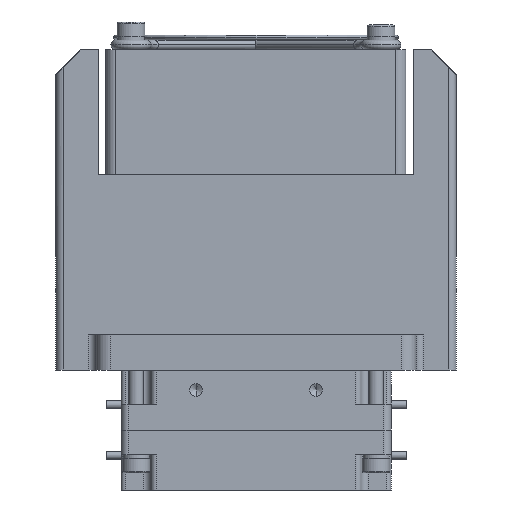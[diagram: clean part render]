
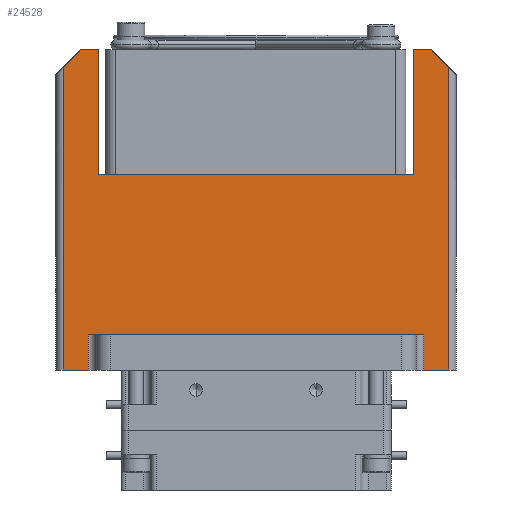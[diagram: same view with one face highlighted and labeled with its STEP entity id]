
A CAD part, front view. The second image highlights one B-rep face of the part: STEP entity #24528.
In plain terms, the highlighted planar face has unit normal (0, -1, 0).
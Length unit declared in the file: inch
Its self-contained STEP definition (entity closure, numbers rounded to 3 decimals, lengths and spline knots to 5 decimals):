
#522 = EDGE_LOOP ( 'NONE', ( #61134, #30281, #36453, #45824, #30512, #59253, #29642, #38303, #38566, #43717, #15586, #59826, #6334, #64279 ) ) ;
#568 = PLANE ( 'NONE',  #36062 ) ;
#901 = DIRECTION ( 'NONE',  ( -1., 0., 0. ) ) ;
#1050 = EDGE_CURVE ( 'NONE', #40493, #56773, #17710, .T. ) ;
#1226 = CARTESIAN_POINT ( 'NONE',  ( 1.62428, -0.74076, 0.23622 ) ) ;
#1723 = CARTESIAN_POINT ( 'NONE',  ( -1.26942, -0.74076, 0.51181 ) ) ;
#2824 = CARTESIAN_POINT ( 'NONE',  ( 1.62428, -0.74076, 2.75591 ) ) ;
#2974 = CARTESIAN_POINT ( 'NONE',  ( 1.56522, -0.74076, 2.61811 ) ) ;
#6334 = ORIENTED_EDGE ( 'NONE', *, *, #1050, .T. ) ;
#7429 = CARTESIAN_POINT ( 'NONE',  ( 1.36837, -0.74076, 0.51181 ) ) ;
#7526 = VECTOR ( 'NONE', #62482, 39.37008 ) ;
#9748 = VERTEX_POINT ( 'NONE', #13169 ) ;
#10186 = CARTESIAN_POINT ( 'NONE',  ( 1.62428, -0.74076, 0.51181 ) ) ;
#10252 = VECTOR ( 'NONE', #54412, 39.37008 ) ;
#11349 = LINE ( 'NONE', #52055, #46446 ) ;
#11506 = LINE ( 'NONE', #16732, #64148 ) ;
#11634 = CARTESIAN_POINT ( 'NONE',  ( 1.28963, -0.74076, 2.75591 ) ) ;
#11700 = LINE ( 'NONE', #31111, #17824 ) ;
#11830 = EDGE_CURVE ( 'NONE', #49348, #61064, #15053, .T. ) ;
#12836 = EDGE_CURVE ( 'NONE', #31938, #28953, #30409, .T. ) ;
#13169 = CARTESIAN_POINT ( 'NONE',  ( -1.46627, -0.74076, 0.23622 ) ) ;
#15053 = LINE ( 'NONE', #64748, #49013 ) ;
#15586 = ORIENTED_EDGE ( 'NONE', *, *, #34416, .F. ) ;
#15964 = DIRECTION ( 'NONE',  ( 0.707, 0., 0.707 ) ) ;
#16075 = DIRECTION ( 'NONE',  ( -1., 0., 0. ) ) ;
#16732 = CARTESIAN_POINT ( 'NONE',  ( 1.62428, -0.74076, 2.75591 ) ) ;
#17495 = VERTEX_POINT ( 'NONE', #48747 ) ;
#17710 = LINE ( 'NONE', #26629, #7526 ) ;
#17824 = VECTOR ( 'NONE', #15964, 39.37008 ) ;
#18376 = CARTESIAN_POINT ( 'NONE',  ( -1.19068, -0.74076, 1.77165 ) ) ;
#18415 = DIRECTION ( 'NONE',  ( -1., 0., 0. ) ) ;
#18754 = EDGE_CURVE ( 'NONE', #31938, #52977, #54549, .T. ) ;
#19623 = EDGE_CURVE ( 'NONE', #34516, #28197, #11700, .T. ) ;
#20475 = CARTESIAN_POINT ( 'NONE',  ( 1.28963, -0.74076, 1.77165 ) ) ;
#22852 = DIRECTION ( 'NONE',  ( 0., 0., 1. ) ) ;
#23930 = CARTESIAN_POINT ( 'NONE',  ( 1.56522, -0.74076, 0.23622 ) ) ;
#24528 = ADVANCED_FACE ( 'NONE', ( #25550 ), #568, .T. ) ;
#25550 = FACE_OUTER_BOUND ( 'NONE', #522, .T. ) ;
#26229 = LINE ( 'NONE', #45949, #38875 ) ;
#26287 = VERTEX_POINT ( 'NONE', #62916 ) ;
#26629 = CARTESIAN_POINT ( 'NONE',  ( 1.36837, -0.74076, 2.75591 ) ) ;
#26891 = CARTESIAN_POINT ( 'NONE',  ( -1.19068, -0.74076, 1.77165 ) ) ;
#27183 = DIRECTION ( 'NONE',  ( 0., -1., 0. ) ) ;
#28197 = VERTEX_POINT ( 'NONE', #55807 ) ;
#28953 = VERTEX_POINT ( 'NONE', #11634 ) ;
#29210 = EDGE_CURVE ( 'NONE', #40493, #30632, #50239, .T. ) ;
#29642 = ORIENTED_EDGE ( 'NONE', *, *, #64812, .T. ) ;
#30281 = ORIENTED_EDGE ( 'NONE', *, *, #33887, .T. ) ;
#30409 = LINE ( 'NONE', #20475, #48694 ) ;
#30512 = ORIENTED_EDGE ( 'NONE', *, *, #18754, .T. ) ;
#30632 = VERTEX_POINT ( 'NONE', #1723 ) ;
#31000 = LINE ( 'NONE', #36266, #10252 ) ;
#31111 = CARTESIAN_POINT ( 'NONE',  ( 0.1479, -0.74076, 4.23228 ) ) ;
#31408 = DIRECTION ( 'NONE',  ( -0.707, 0., 0.707 ) ) ;
#31458 = LINE ( 'NONE', #1226, #48618 ) ;
#31938 = VERTEX_POINT ( 'NONE', #49420 ) ;
#32729 = EDGE_CURVE ( 'NONE', #34516, #9748, #31000, .T. ) ;
#33224 = DIRECTION ( 'NONE',  ( 0., 0., 1. ) ) ;
#33865 = LINE ( 'NONE', #18376, #44683 ) ;
#33887 = EDGE_CURVE ( 'NONE', #49348, #26287, #11349, .T. ) ;
#34279 = DIRECTION ( 'NONE',  ( 0., 0., -1. ) ) ;
#34416 = EDGE_CURVE ( 'NONE', #30632, #53764, #39505, .T. ) ;
#34516 = VERTEX_POINT ( 'NONE', #39021 ) ;
#35833 = CARTESIAN_POINT ( 'NONE',  ( 1.62428, -0.74076, 1.77165 ) ) ;
#36010 = DIRECTION ( 'NONE',  ( 0., 0., -1. ) ) ;
#36062 = AXIS2_PLACEMENT_3D ( 'NONE', #2824, #27183, #22852 ) ;
#36266 = CARTESIAN_POINT ( 'NONE',  ( -1.46627, -0.74076, 2.75591 ) ) ;
#36453 = ORIENTED_EDGE ( 'NONE', *, *, #53623, .T. ) ;
#37140 = VECTOR ( 'NONE', #50552, 39.37008 ) ;
#38303 = ORIENTED_EDGE ( 'NONE', *, *, #19623, .F. ) ;
#38566 = ORIENTED_EDGE ( 'NONE', *, *, #32729, .T. ) ;
#38875 = VECTOR ( 'NONE', #901, 39.37008 ) ;
#39021 = CARTESIAN_POINT ( 'NONE',  ( -1.46627, -0.74076, 2.61811 ) ) ;
#39505 = LINE ( 'NONE', #49038, #57900 ) ;
#40493 = VERTEX_POINT ( 'NONE', #7429 ) ;
#43717 = ORIENTED_EDGE ( 'NONE', *, *, #50716, .F. ) ;
#44683 = VECTOR ( 'NONE', #33224, 39.37008 ) ;
#45260 = DIRECTION ( 'NONE',  ( 0., 0., 1. ) ) ;
#45824 = ORIENTED_EDGE ( 'NONE', *, *, #12836, .F. ) ;
#45949 = CARTESIAN_POINT ( 'NONE',  ( 1.62428, -0.74076, 2.75591 ) ) ;
#46279 = DIRECTION ( 'NONE',  ( -1., 0., 0. ) ) ;
#46446 = VECTOR ( 'NONE', #31408, 39.37008 ) ;
#48063 = CARTESIAN_POINT ( 'NONE',  ( 1.62428, -0.74076, 0.23622 ) ) ;
#48618 = VECTOR ( 'NONE', #46279, 39.37008 ) ;
#48694 = VECTOR ( 'NONE', #45260, 39.37008 ) ;
#48747 = CARTESIAN_POINT ( 'NONE',  ( -1.19068, -0.74076, 2.75591 ) ) ;
#48950 = CARTESIAN_POINT ( 'NONE',  ( -1.26942, -0.74076, 0.23622 ) ) ;
#49013 = VECTOR ( 'NONE', #36010, 39.37008 ) ;
#49038 = CARTESIAN_POINT ( 'NONE',  ( -1.26942, -0.74076, 2.75591 ) ) ;
#49348 = VERTEX_POINT ( 'NONE', #2974 ) ;
#49420 = CARTESIAN_POINT ( 'NONE',  ( 1.28963, -0.74076, 1.77165 ) ) ;
#50095 = CARTESIAN_POINT ( 'NONE',  ( 1.36837, -0.74076, 0.23622 ) ) ;
#50219 = VECTOR ( 'NONE', #18415, 39.37008 ) ;
#50239 = LINE ( 'NONE', #10186, #37140 ) ;
#50552 = DIRECTION ( 'NONE',  ( -1., 0., 0. ) ) ;
#50716 = EDGE_CURVE ( 'NONE', #53764, #9748, #31458, .T. ) ;
#51144 = VECTOR ( 'NONE', #61832, 39.37008 ) ;
#52055 = CARTESIAN_POINT ( 'NONE',  ( 1.52585, -0.74076, 2.65748 ) ) ;
#52418 = EDGE_CURVE ( 'NONE', #61064, #56773, #58893, .T. ) ;
#52977 = VERTEX_POINT ( 'NONE', #26891 ) ;
#53623 = EDGE_CURVE ( 'NONE', #26287, #28953, #11506, .T. ) ;
#53764 = VERTEX_POINT ( 'NONE', #48950 ) ;
#54412 = DIRECTION ( 'NONE',  ( 0., 0., -1. ) ) ;
#54549 = LINE ( 'NONE', #35833, #51144 ) ;
#55807 = CARTESIAN_POINT ( 'NONE',  ( -1.32848, -0.74076, 2.75591 ) ) ;
#56773 = VERTEX_POINT ( 'NONE', #50095 ) ;
#57900 = VECTOR ( 'NONE', #34279, 39.37008 ) ;
#58893 = LINE ( 'NONE', #48063, #50219 ) ;
#59253 = ORIENTED_EDGE ( 'NONE', *, *, #60004, .T. ) ;
#59826 = ORIENTED_EDGE ( 'NONE', *, *, #29210, .F. ) ;
#60004 = EDGE_CURVE ( 'NONE', #52977, #17495, #33865, .T. ) ;
#61064 = VERTEX_POINT ( 'NONE', #23930 ) ;
#61134 = ORIENTED_EDGE ( 'NONE', *, *, #11830, .F. ) ;
#61832 = DIRECTION ( 'NONE',  ( -1., 0., 0. ) ) ;
#62482 = DIRECTION ( 'NONE',  ( 0., 0., -1. ) ) ;
#62916 = CARTESIAN_POINT ( 'NONE',  ( 1.42743, -0.74076, 2.75591 ) ) ;
#64148 = VECTOR ( 'NONE', #16075, 39.37008 ) ;
#64279 = ORIENTED_EDGE ( 'NONE', *, *, #52418, .F. ) ;
#64748 = CARTESIAN_POINT ( 'NONE',  ( 1.56522, -0.74076, 2.75591 ) ) ;
#64812 = EDGE_CURVE ( 'NONE', #17495, #28197, #26229, .T. ) ;
